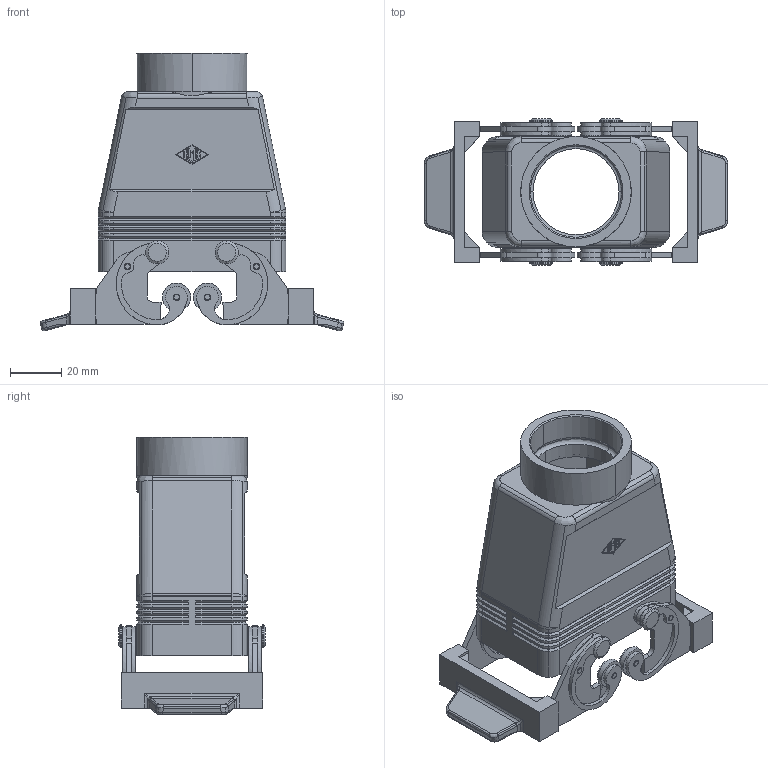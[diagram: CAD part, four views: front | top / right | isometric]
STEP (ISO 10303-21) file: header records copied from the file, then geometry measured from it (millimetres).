
FILE_DESCRIPTION((''),'2;1');
FILE_NAME('CMAV 03 X29.stp','2006-12-21T11:13:58',('gembarski'),(''),'Autodesk Inventor 7','Autodesk Inventor 7','');
FILE_SCHEMA(('AUTOMOTIVE_DESIGN { 1 0 10303 214 1 1 1 1 }'));
Length unit declared in the file: millimetre
Products named in the file (1): CAV Tüllengehäuse 2 Bügel für einen Einsatz Teil A
Bounding box: 118.09 x 57 x 108.1 mm (x, y, z)
Volume: 81896.7 mm3; surface area: 52100.8 mm2
Topology: 1 solids, 5 shells, 847 faces, 2161 edges, 1350 vertices
Faces by surface type: bspline 277, plane 248, cylinder 230, cone 72, torus 16, sphere 4
Entity records: 29172 total; most frequent: CARTESIAN_POINT 8858, ORIENTED_EDGE 4298, DIRECTION 4251, EDGE_CURVE 2149, AXIS2_PLACEMENT_3D 1541, VERTEX_POINT 1350, VECTOR 1169, LINE 1169
